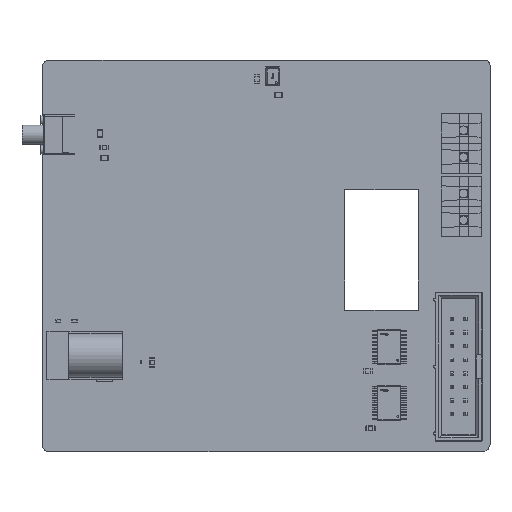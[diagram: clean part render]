
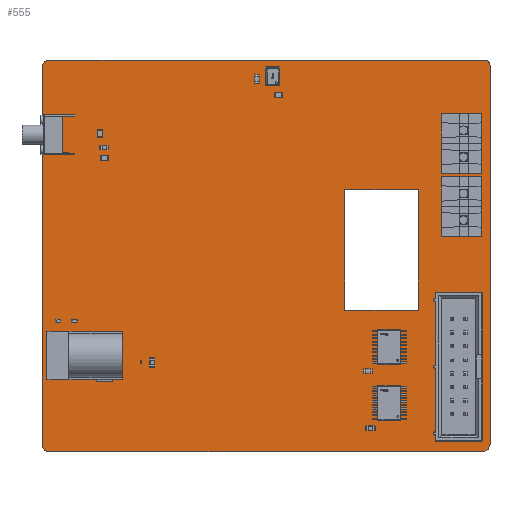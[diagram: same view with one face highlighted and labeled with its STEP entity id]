
A CAD part, top view. The second image highlights one B-rep face of the part: STEP entity #555.
In plain terms, the highlighted planar face has unit normal (0, 0, 1).
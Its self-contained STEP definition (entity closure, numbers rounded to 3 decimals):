
#128 = VERTEX_POINT('',#129);
#129 = CARTESIAN_POINT('',(-4.,-2.824,0.802));
#135 = EDGE_CURVE('',#128,#136,#138,.T.);
#136 = VERTEX_POINT('',#137);
#137 = CARTESIAN_POINT('',(-2.827,-4.,0.802));
#138 = CIRCLE('',#139,1.178);
#139 = AXIS2_PLACEMENT_3D('',#140,#141,#142);
#140 = CARTESIAN_POINT('',(-2.822,-2.822,0.802));
#141 = DIRECTION('',(0.,0.,1.));
#142 = DIRECTION('',(-1.,-0.002,0.));
#168 = EDGE_CURVE('',#136,#169,#171,.T.);
#169 = VERTEX_POINT('',#170);
#170 = CARTESIAN_POINT('',(78.198,-3.992,0.802));
#171 = LINE('',#172,#173);
#172 = CARTESIAN_POINT('',(-2.827,-4.,0.802));
#173 = VECTOR('',#174,1.);
#174 = DIRECTION('',(1.,0.,0.));
#199 = EDGE_CURVE('',#169,#200,#202,.T.);
#200 = VERTEX_POINT('',#201);
#201 = CARTESIAN_POINT('',(79.651,-2.539,0.802));
#202 = CIRCLE('',#203,1.454);
#203 = AXIS2_PLACEMENT_3D('',#204,#205,#206);
#204 = CARTESIAN_POINT('',(78.197,-2.538,0.802));
#205 = DIRECTION('',(0.,0.,1.));
#206 = DIRECTION('',(0.001,-1.,0.));
#232 = EDGE_CURVE('',#200,#233,#235,.T.);
#233 = VERTEX_POINT('',#234);
#234 = CARTESIAN_POINT('',(79.651,68.241,0.802));
#235 = LINE('',#236,#237);
#236 = CARTESIAN_POINT('',(79.651,-2.539,0.802));
#237 = VECTOR('',#238,1.);
#238 = DIRECTION('',(0.,1.,0.));
#263 = EDGE_CURVE('',#233,#264,#266,.T.);
#264 = VERTEX_POINT('',#265);
#265 = CARTESIAN_POINT('',(78.675,69.216,0.802));
#266 = CIRCLE('',#267,0.976);
#267 = AXIS2_PLACEMENT_3D('',#268,#269,#270);
#268 = CARTESIAN_POINT('',(78.675,68.24,0.802));
#269 = DIRECTION('',(0.,0.,1.));
#270 = DIRECTION('',(1.,0.002,-0.));
#296 = EDGE_CURVE('',#264,#297,#299,.T.);
#297 = VERTEX_POINT('',#298);
#298 = CARTESIAN_POINT('',(78.5,69.225,0.802));
#299 = LINE('',#300,#301);
#300 = CARTESIAN_POINT('',(78.675,69.216,0.802));
#301 = VECTOR('',#302,1.);
#302 = DIRECTION('',(-0.999,0.051,0.));
#327 = EDGE_CURVE('',#297,#328,#330,.T.);
#328 = VERTEX_POINT('',#329);
#329 = CARTESIAN_POINT('',(-2.824,69.225,0.802));
#330 = LINE('',#331,#332);
#331 = CARTESIAN_POINT('',(78.5,69.225,0.802));
#332 = VECTOR('',#333,1.);
#333 = DIRECTION('',(-1.,0.,0.));
#358 = EDGE_CURVE('',#328,#359,#361,.T.);
#359 = VERTEX_POINT('',#360);
#360 = CARTESIAN_POINT('',(-4.,68.049,0.802));
#361 = CIRCLE('',#362,1.176);
#362 = AXIS2_PLACEMENT_3D('',#363,#364,#365);
#363 = CARTESIAN_POINT('',(-2.824,68.049,0.802));
#364 = DIRECTION('',(0.,0.,1.));
#365 = DIRECTION('',(0.,1.,0.));
#391 = EDGE_CURVE('',#359,#128,#392,.T.);
#392 = LINE('',#393,#394);
#393 = CARTESIAN_POINT('',(-4.,68.049,0.802));
#394 = VECTOR('',#395,1.);
#395 = DIRECTION('',(0.,-1.,0.));
#415 = VERTEX_POINT('',#416);
#416 = CARTESIAN_POINT('',(52.5,45.,0.802));
#422 = EDGE_CURVE('',#415,#423,#425,.T.);
#423 = VERTEX_POINT('',#424);
#424 = CARTESIAN_POINT('',(66.25,45.,0.802));
#425 = LINE('',#426,#427);
#426 = CARTESIAN_POINT('',(52.5,45.,0.802));
#427 = VECTOR('',#428,1.);
#428 = DIRECTION('',(1.,0.,0.));
#453 = EDGE_CURVE('',#423,#454,#456,.T.);
#454 = VERTEX_POINT('',#455);
#455 = CARTESIAN_POINT('',(66.25,22.5,0.802));
#456 = LINE('',#457,#458);
#457 = CARTESIAN_POINT('',(66.25,45.,0.802));
#458 = VECTOR('',#459,1.);
#459 = DIRECTION('',(0.,-1.,0.));
#484 = EDGE_CURVE('',#454,#485,#487,.T.);
#485 = VERTEX_POINT('',#486);
#486 = CARTESIAN_POINT('',(52.5,22.5,0.802));
#487 = LINE('',#488,#489);
#488 = CARTESIAN_POINT('',(66.25,22.5,0.802));
#489 = VECTOR('',#490,1.);
#490 = DIRECTION('',(-1.,0.,0.));
#515 = EDGE_CURVE('',#485,#415,#516,.T.);
#516 = LINE('',#517,#518);
#517 = CARTESIAN_POINT('',(52.5,22.5,0.802));
#518 = VECTOR('',#519,1.);
#519 = DIRECTION('',(0.,1.,0.));
#555 = ADVANCED_FACE('',(#556,#567),#573,.T.);
#556 = FACE_BOUND('',#557,.T.);
#557 = EDGE_LOOP('',(#558,#559,#560,#561,#562,#563,#564,#565,#566));
#558 = ORIENTED_EDGE('',*,*,#135,.T.);
#559 = ORIENTED_EDGE('',*,*,#168,.T.);
#560 = ORIENTED_EDGE('',*,*,#199,.T.);
#561 = ORIENTED_EDGE('',*,*,#232,.T.);
#562 = ORIENTED_EDGE('',*,*,#263,.T.);
#563 = ORIENTED_EDGE('',*,*,#296,.T.);
#564 = ORIENTED_EDGE('',*,*,#327,.T.);
#565 = ORIENTED_EDGE('',*,*,#358,.T.);
#566 = ORIENTED_EDGE('',*,*,#391,.T.);
#567 = FACE_BOUND('',#568,.T.);
#568 = EDGE_LOOP('',(#569,#570,#571,#572));
#569 = ORIENTED_EDGE('',*,*,#422,.T.);
#570 = ORIENTED_EDGE('',*,*,#453,.T.);
#571 = ORIENTED_EDGE('',*,*,#484,.T.);
#572 = ORIENTED_EDGE('',*,*,#515,.T.);
#573 = PLANE('',#574);
#574 = AXIS2_PLACEMENT_3D('',#575,#576,#577);
#575 = CARTESIAN_POINT('',(37.819,32.639,0.802));
#576 = DIRECTION('',(0.,0.,1.));
#577 = DIRECTION('',(1.,0.,-0.));
